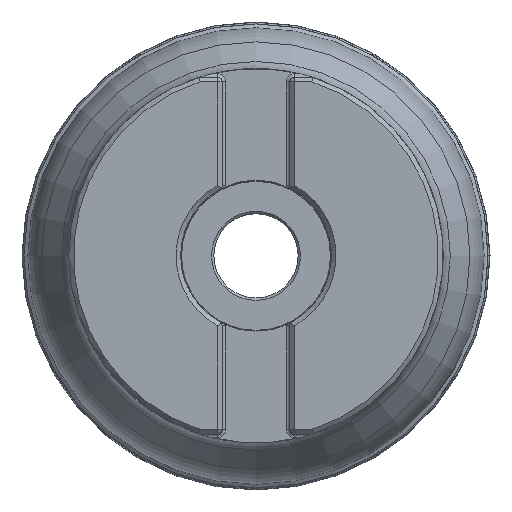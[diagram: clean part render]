
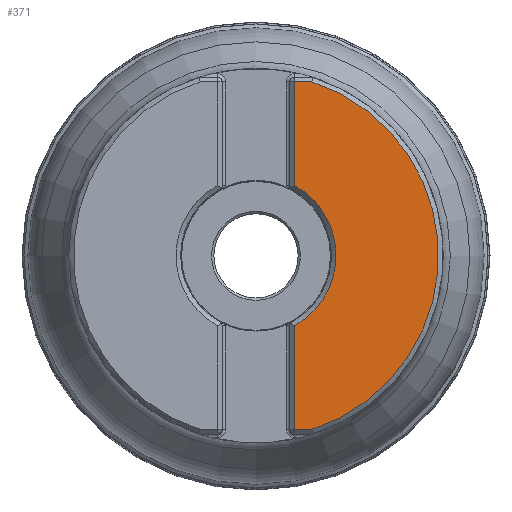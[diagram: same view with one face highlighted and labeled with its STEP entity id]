
A CAD part, top view. The second image highlights one B-rep face of the part: STEP entity #371.
In plain terms, the highlighted planar face has unit normal (0, 0, 1).
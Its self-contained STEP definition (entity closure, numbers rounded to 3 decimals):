
#86=PLANE('',#1818);
#110=FACE_OUTER_BOUND('',#789,.T.);
#168=LINE('',#2811,#232);
#169=LINE('',#2816,#233);
#170=LINE('',#2818,#234);
#171=LINE('',#2822,#235);
#232=VECTOR('',#2091,1.);
#233=VECTOR('',#2094,1.);
#234=VECTOR('',#2095,1.);
#235=VECTOR('',#2098,1.);
#371=ADVANCED_FACE('',(#110),#86,.T.);
#789=EDGE_LOOP('',(#977,#978,#979,#980,#981,#982));
#977=ORIENTED_EDGE('',*,*,#1502,.F.);
#978=ORIENTED_EDGE('',*,*,#1503,.T.);
#979=ORIENTED_EDGE('',*,*,#1504,.F.);
#980=ORIENTED_EDGE('',*,*,#1505,.F.);
#981=ORIENTED_EDGE('',*,*,#1506,.T.);
#982=ORIENTED_EDGE('',*,*,#1507,.F.);
#1354=VERTEX_POINT('',#2812);
#1355=VERTEX_POINT('',#2813);
#1356=VERTEX_POINT('',#2815);
#1357=VERTEX_POINT('',#2817);
#1358=VERTEX_POINT('',#2819);
#1359=VERTEX_POINT('',#2821);
#1502=EDGE_CURVE('',#1354,#1355,#168,.T.);
#1503=EDGE_CURVE('',#1354,#1356,#1708,.T.);
#1504=EDGE_CURVE('',#1357,#1356,#169,.T.);
#1505=EDGE_CURVE('',#1358,#1357,#170,.T.);
#1506=EDGE_CURVE('',#1358,#1359,#1709,.T.);
#1507=EDGE_CURVE('',#1355,#1359,#171,.T.);
#1708=CIRCLE('',#1816,39.);
#1709=CIRCLE('',#1817,17.099);
#1816=AXIS2_PLACEMENT_3D('',#2814,#2092,#2093);
#1817=AXIS2_PLACEMENT_3D('',#2820,#2096,#2097);
#1818=AXIS2_PLACEMENT_3D('',#2823,#2099,#2100);
#2091=DIRECTION('',(-1.,0.,0.));
#2092=DIRECTION('',(0.,0.,1.));
#2093=DIRECTION('',(1.,0.,0.));
#2094=DIRECTION('',(1.,0.,0.));
#2095=DIRECTION('',(0.,1.,0.));
#2096=DIRECTION('',(0.,0.,-1.));
#2097=DIRECTION('',(-1.,0.,0.));
#2098=DIRECTION('',(0.,1.,0.));
#2099=DIRECTION('',(0.,0.,1.));
#2100=DIRECTION('',(1.,0.,0.));
#2811=CARTESIAN_POINT('',(8.227,-37.122,0.));
#2812=CARTESIAN_POINT('',(11.956,-37.122,0.));
#2813=CARTESIAN_POINT('',(8.228,-37.122,0.));
#2814=CARTESIAN_POINT('',(0.,0.,0.));
#2815=CARTESIAN_POINT('',(11.956,37.122,0.));
#2816=CARTESIAN_POINT('',(8.227,37.122,0.));
#2817=CARTESIAN_POINT('',(8.228,37.122,0.));
#2818=CARTESIAN_POINT('',(8.228,-37.122,0.));
#2819=CARTESIAN_POINT('',(8.228,14.989,0.));
#2820=CARTESIAN_POINT('',(0.,0.,0.));
#2821=CARTESIAN_POINT('',(8.228,-14.989,0.));
#2822=CARTESIAN_POINT('',(8.228,-37.122,0.));
#2823=CARTESIAN_POINT('',(40.,0.,0.));
